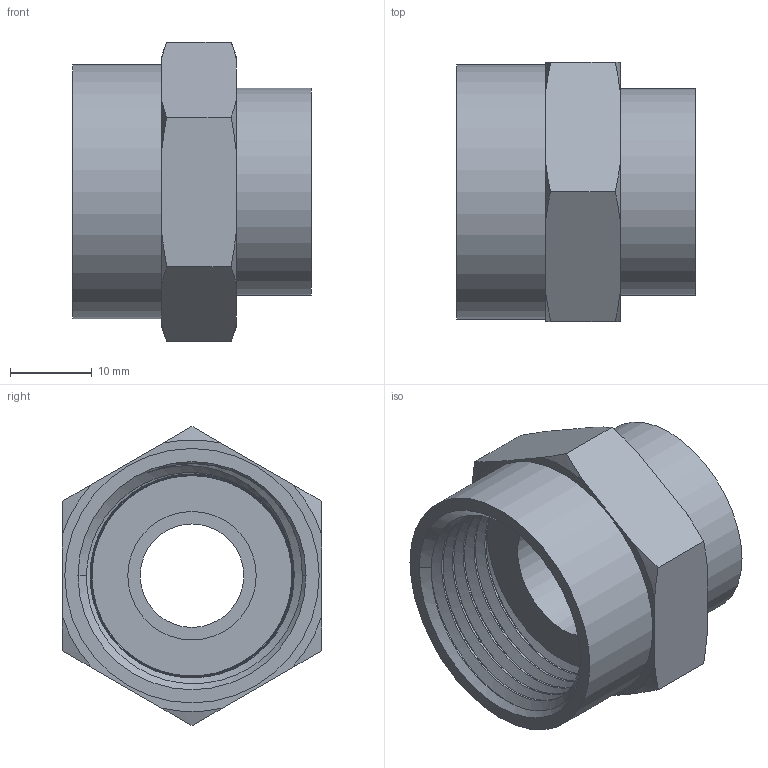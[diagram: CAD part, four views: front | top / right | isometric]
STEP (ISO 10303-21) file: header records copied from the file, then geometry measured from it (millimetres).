
FILE_DESCRIPTION(/* description */ (''),/* implementation_level */ '2;1');
FILE_NAME(/* name */ '119-N4-N5.stp',/* time_stamp */ '2024-01-23T10:08:42-05:00',/* author */ ('esanner'),/* organization */ (''),/* preprocessor_version */ 'ST-DEVELOPER v19',/* originating_system */ 'AutoCAD Mechanical',/* authorisation */ '');
FILE_SCHEMA (('AUTOMOTIVE_DESIGN { 1 0 10303 214 3 1 1 }'));
Length unit declared in the file: millimetre
Products named in the file (2): Product; 119-N4-N5
Assembly tree (1 placements, depth 2):
  Product
    119-N4-N5
Bounding box: 29.29 x 31.8 x 36.72 mm (x, y, z)
Volume: 10555.2 mm3; surface area: 7105.3 mm2
Topology: 1 solids, 1 shells, 62 faces, 169 edges, 114 vertices
Faces by surface type: cone 39, plane 13, bspline 6, cylinder 4
Full cylindrical faces by diameter (mm): 12.7 x1, 15.748 x1, 25.4 x1, 31.2 x1
Entity records: 8593 total; most frequent: CARTESIAN_POINT 7171, ORIENTED_EDGE 338, DIRECTION 221, EDGE_CURVE 169, VERTEX_POINT 114, AXIS2_PLACEMENT_3D 87, B_SPLINE_CURVE_WITH_KNOTS 70, EDGE_LOOP 69
